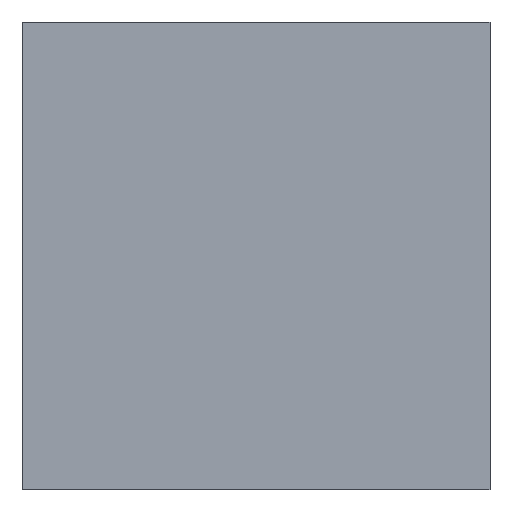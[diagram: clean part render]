
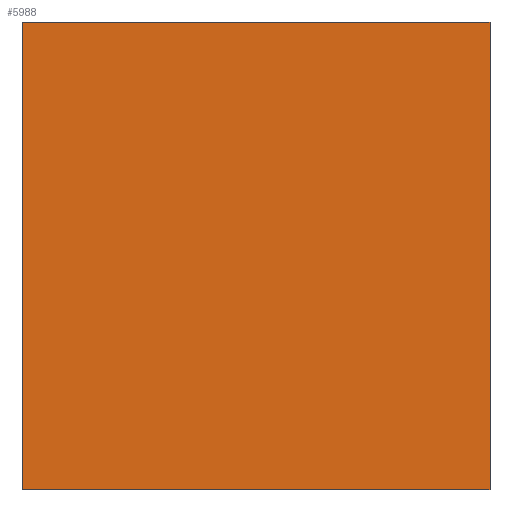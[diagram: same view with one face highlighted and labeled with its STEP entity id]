
A CAD part, front view. The second image highlights one B-rep face of the part: STEP entity #5988.
In plain terms, the highlighted planar face has unit normal (0, -1, 0).
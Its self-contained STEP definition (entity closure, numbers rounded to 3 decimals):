
#1082=ORIENTED_EDGE('',*,*,#2372,.T.);
#1083=ORIENTED_EDGE('',*,*,#2393,.T.);
#1084=ORIENTED_EDGE('',*,*,#2376,.T.);
#1085=ORIENTED_EDGE('',*,*,#2386,.T.);
#2372=EDGE_CURVE('',#3114,#3115,#3776,.T.);
#2376=EDGE_CURVE('',#3118,#3119,#3780,.T.);
#2386=EDGE_CURVE('',#3119,#3114,#3790,.T.);
#2393=EDGE_CURVE('',#3115,#3118,#3797,.T.);
#3114=VERTEX_POINT('',#10274);
#3115=VERTEX_POINT('',#10275);
#3118=VERTEX_POINT('',#10283);
#3119=VERTEX_POINT('',#10284);
#3776=LINE('',#10273,#4540);
#3780=LINE('',#10282,#4544);
#3790=LINE('',#10297,#4554);
#3797=LINE('',#10306,#4561);
#4540=VECTOR('',#8561,1000.);
#4544=VECTOR('',#8567,1000.);
#4554=VECTOR('',#8579,1000.);
#4561=VECTOR('',#8590,1000.);
#5091=EDGE_LOOP('',(#1082,#1083,#1084,#1085));
#5413=FACE_BOUND('',#5091,.T.);
#5701=PLANE('',#7569);
#5988=ADVANCED_FACE('',(#5413),#5701,.T.);
#7569=AXIS2_PLACEMENT_3D('',#10307,#8591,#8592);
#8561=DIRECTION('',(0.,0.,1.));
#8567=DIRECTION('',(0.,0.,-1.));
#8579=DIRECTION('',(1.,0.,0.));
#8590=DIRECTION('',(-1.,0.,0.));
#8591=DIRECTION('',(0.,-1.,0.));
#8592=DIRECTION('',(0.,0.,-1.));
#10273=CARTESIAN_POINT('',(1.5,0.,-1.5));
#10274=CARTESIAN_POINT('',(1.5,0.,-1.5));
#10275=CARTESIAN_POINT('',(1.5,0.,1.5));
#10282=CARTESIAN_POINT('',(-1.5,0.,1.5));
#10283=CARTESIAN_POINT('',(-1.5,0.,1.5));
#10284=CARTESIAN_POINT('',(-1.5,0.,-1.5));
#10297=CARTESIAN_POINT('',(-1.5,0.,-1.5));
#10306=CARTESIAN_POINT('',(1.5,0.,1.5));
#10307=CARTESIAN_POINT('',(0.,0.,0.));
